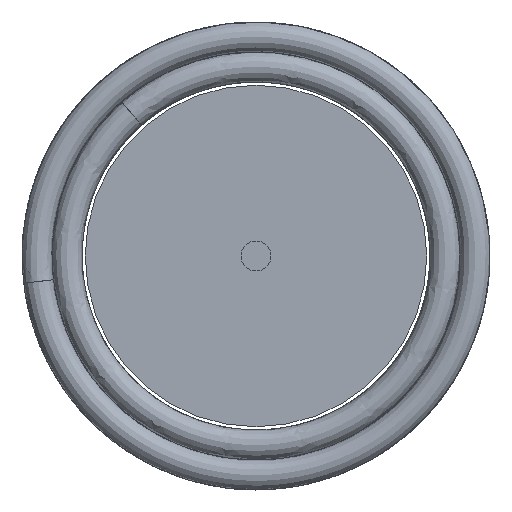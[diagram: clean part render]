
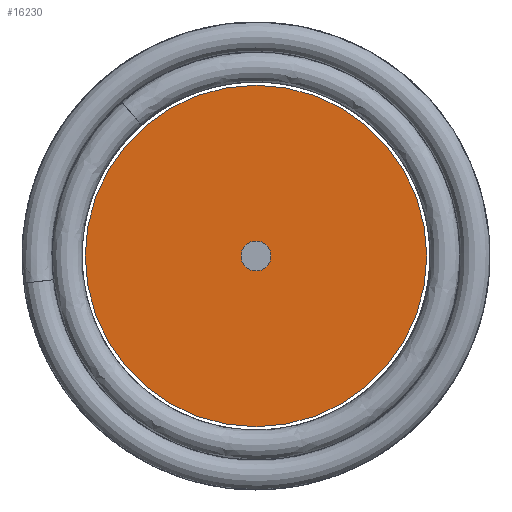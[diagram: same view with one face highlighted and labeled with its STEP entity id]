
A CAD part, front view. The second image highlights one B-rep face of the part: STEP entity #16230.
In plain terms, the highlighted planar face has unit normal (0, -1, 0).
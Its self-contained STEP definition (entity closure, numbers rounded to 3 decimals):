
#16105=CARTESIAN_POINT('',(0.,-28.375,0.));
#16106=DIRECTION('',(0.,1.,0.));
#16107=DIRECTION('',(1.,0.,0.));
#16108=AXIS2_PLACEMENT_3D('',#16105,#16106,#16107);
#16110=CARTESIAN_POINT('',(0.,-28.375,0.));
#16111=DIRECTION('',(0.,1.,0.));
#16112=DIRECTION('',(-1.,0.,0.));
#16113=AXIS2_PLACEMENT_3D('',#16110,#16111,#16112);
#16115=CARTESIAN_POINT('',(0.,-28.375,0.));
#16116=DIRECTION('',(0.,1.,0.));
#16117=DIRECTION('',(-1.,0.,0.));
#16118=AXIS2_PLACEMENT_3D('',#16115,#16116,#16117);
#16120=CARTESIAN_POINT('',(0.,-28.375,0.));
#16121=DIRECTION('',(0.,1.,0.));
#16122=DIRECTION('',(1.,0.,0.));
#16123=AXIS2_PLACEMENT_3D('',#16120,#16121,#16122);
#16189=CARTESIAN_POINT('',(4.635,-28.375,0.));
#16190=CARTESIAN_POINT('',(-4.635,-28.375,0.));
#16191=VERTEX_POINT('',#16189);
#16192=VERTEX_POINT('',#16190);
#16205=CARTESIAN_POINT('',(-0.405,-28.375,0.));
#16206=VERTEX_POINT('',#16205);
#16209=CARTESIAN_POINT('',(0.405,-28.375,0.));
#16210=VERTEX_POINT('',#16209);
#16213=CARTESIAN_POINT('',(0.,-28.375,0.));
#16214=DIRECTION('',(0.,1.,0.));
#16215=DIRECTION('',(1.,0.,0.));
#16216=AXIS2_PLACEMENT_3D('',#16213,#16214,#16215);
#16217=PLANE('',#16216);
#16219=ORIENTED_EDGE('',*,*,#16218,.T.);
#16221=ORIENTED_EDGE('',*,*,#16220,.T.);
#16222=EDGE_LOOP('',(#16219,#16221));
#16223=FACE_OUTER_BOUND('',#16222,.F.);
#16225=ORIENTED_EDGE('',*,*,#16224,.F.);
#16227=ORIENTED_EDGE('',*,*,#16226,.F.);
#16228=EDGE_LOOP('',(#16225,#16227));
#16229=FACE_BOUND('',#16228,.F.);
#16109=CIRCLE('',#16108,4.635);
#16114=CIRCLE('',#16113,4.635);
#16119=CIRCLE('',#16118,0.405);
#16124=CIRCLE('',#16123,0.405);
#16218=EDGE_CURVE('',#16191,#16192,#16109,.T.);
#16220=EDGE_CURVE('',#16192,#16191,#16114,.T.);
#16224=EDGE_CURVE('',#16206,#16210,#16119,.T.);
#16226=EDGE_CURVE('',#16210,#16206,#16124,.T.);
#16230=ADVANCED_FACE('',(#16223,#16229),#16217,.F.);
